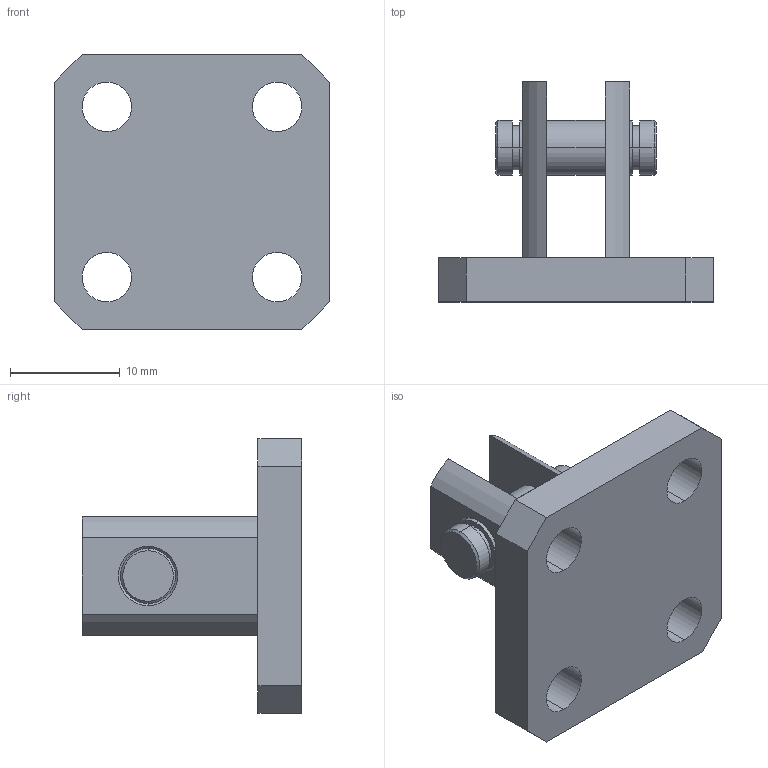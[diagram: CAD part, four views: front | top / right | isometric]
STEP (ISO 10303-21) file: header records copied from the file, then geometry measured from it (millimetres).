
FILE_DESCRIPTION (( 'STEP AP203' ), '1' );
FILE_NAME ('HFC-12M.step', '2015-12-02T21:06:10', ( '' ), ( '' ), 'SwSTEP 2.0', 'SolidWorks 2015', '' );
FILE_SCHEMA (( 'CONFIG_CONTROL_DESIGN' ));
Length unit declared in the file: millimetre
Products named in the file (1): HFC-12M
Bounding box: 25 x 20 x 25 mm (x, y, z)
Volume: 3043 mm3; surface area: 2735.2 mm2
Topology: 2 solids, 2 shells, 56 faces, 130 edges, 84 vertices
Faces by surface type: cylinder 26, plane 22, cone 8
Entity records: 1709 total; most frequent: DIRECTION 304, CARTESIAN_POINT 271, ORIENTED_EDGE 260, EDGE_CURVE 130, AXIS2_PLACEMENT_3D 117, VERTEX_POINT 84, EDGE_LOOP 74, LINE 70
